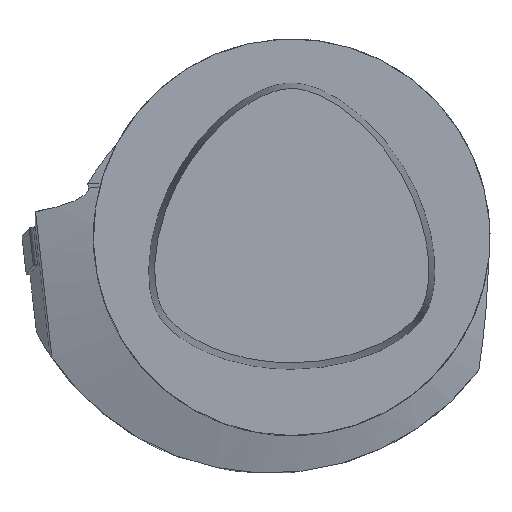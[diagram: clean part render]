
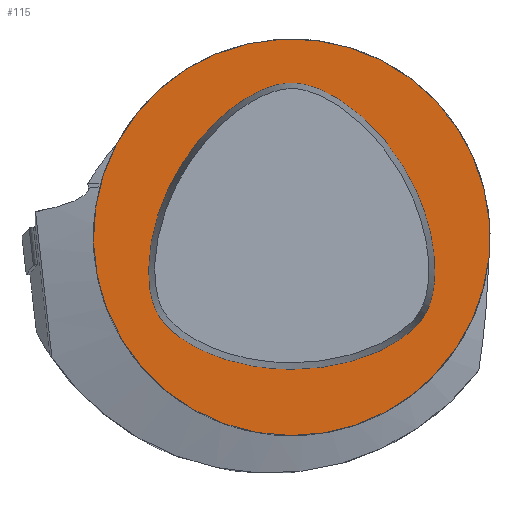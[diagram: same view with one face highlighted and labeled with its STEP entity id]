
A CAD part, top view. The second image highlights one B-rep face of the part: STEP entity #115.
In plain terms, the highlighted planar face has unit normal (0, 0, 1).
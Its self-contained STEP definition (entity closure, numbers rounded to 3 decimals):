
#115=ADVANCED_FACE('',(#190),#151,.F.);
#151=PLANE('',#805);
#190=FACE_OUTER_BOUND('',#237,.T.);
#237=EDGE_LOOP('',(#365));
#274=CIRCLE('',#795,50.);
#365=ORIENTED_EDGE('',*,*,#571,.T.);
#496=VERTEX_POINT('',#1177);
#571=EDGE_CURVE('',#496,#496,#274,.T.);
#795=AXIS2_PLACEMENT_3D('',#1176,#925,#926);
#805=AXIS2_PLACEMENT_3D('',#1245,#951,#952);
#925=DIRECTION('',(0.,0.,1.));
#926=DIRECTION('',(0.,-1.,0.));
#951=DIRECTION('',(0.,0.,-1.));
#952=DIRECTION('',(-1.,0.,0.));
#1176=CARTESIAN_POINT('',(0.,0.,0.));
#1177=CARTESIAN_POINT('',(0.,-50.,0.));
#1245=CARTESIAN_POINT('',(0.,-49.7,0.));
